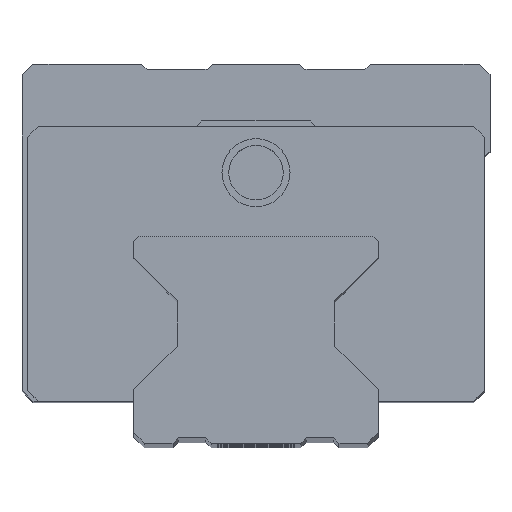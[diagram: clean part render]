
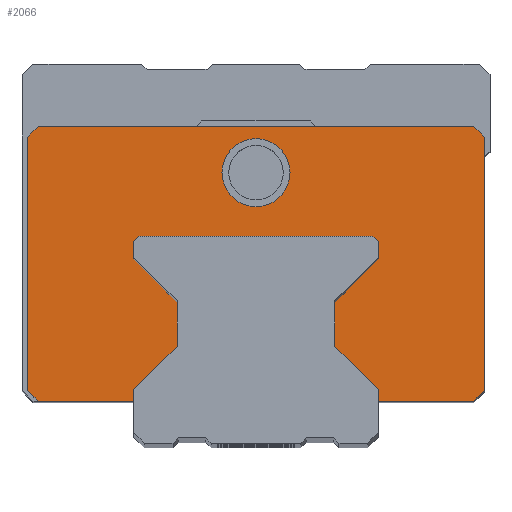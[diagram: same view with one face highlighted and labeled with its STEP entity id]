
A CAD part, top view. The second image highlights one B-rep face of the part: STEP entity #2066.
In plain terms, the highlighted planar face has unit normal (0, 0, 1).
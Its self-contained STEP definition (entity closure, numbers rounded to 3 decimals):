
#305=DIRECTION('',(1.,0.,0.));
#306=VECTOR('',#305,80.);
#307=CARTESIAN_POINT('',(-40.,58.5,93.5));
#308=LINE('',#307,#306);
#309=DIRECTION('',(0.707,-0.707,0.));
#310=VECTOR('',#309,2.828);
#311=CARTESIAN_POINT('',(40.,58.5,93.5));
#312=LINE('',#311,#310);
#313=DIRECTION('',(0.,-1.,0.));
#314=VECTOR('',#313,46.5);
#315=CARTESIAN_POINT('',(42.,56.5,93.5));
#316=LINE('',#315,#314);
#317=DIRECTION('',(-0.707,-0.707,0.));
#318=VECTOR('',#317,2.828);
#319=CARTESIAN_POINT('',(42.,10.,93.5));
#320=LINE('',#319,#318);
#321=DIRECTION('',(-1.,0.,0.));
#322=VECTOR('',#321,17.5);
#323=CARTESIAN_POINT('',(40.,8.,93.5));
#324=LINE('',#323,#322);
#325=DIRECTION('',(0.,1.,0.));
#326=VECTOR('',#325,1.796);
#327=CARTESIAN_POINT('',(22.5,8.,93.5));
#328=LINE('',#327,#326);
#329=DIRECTION('',(-0.707,0.707,0.));
#330=VECTOR('',#329,11.314);
#331=CARTESIAN_POINT('',(22.5,9.796,93.5));
#332=LINE('',#331,#330);
#333=DIRECTION('',(0.,1.,0.));
#334=VECTOR('',#333,8.407);
#335=CARTESIAN_POINT('',(14.5,17.796,93.5));
#336=LINE('',#335,#334);
#337=DIRECTION('',(0.707,0.707,0.));
#338=VECTOR('',#337,11.314);
#339=CARTESIAN_POINT('',(14.5,26.204,93.5));
#340=LINE('',#339,#338);
#341=DIRECTION('',(0.,1.,0.));
#342=VECTOR('',#341,2.796);
#343=CARTESIAN_POINT('',(22.5,34.204,93.5));
#344=LINE('',#343,#342);
#345=DIRECTION('',(-0.707,0.707,0.));
#346=VECTOR('',#345,1.414);
#347=CARTESIAN_POINT('',(22.5,37.,93.5));
#348=LINE('',#347,#346);
#349=DIRECTION('',(-1.,0.,0.));
#350=VECTOR('',#349,43.);
#351=CARTESIAN_POINT('',(21.5,38.,93.5));
#352=LINE('',#351,#350);
#353=DIRECTION('',(-0.707,-0.707,0.));
#354=VECTOR('',#353,1.414);
#355=CARTESIAN_POINT('',(-21.5,38.,93.5));
#356=LINE('',#355,#354);
#357=DIRECTION('',(0.,-1.,0.));
#358=VECTOR('',#357,2.796);
#359=CARTESIAN_POINT('',(-22.5,37.,93.5));
#360=LINE('',#359,#358);
#361=DIRECTION('',(0.707,-0.707,0.));
#362=VECTOR('',#361,11.314);
#363=CARTESIAN_POINT('',(-22.5,34.204,93.5));
#364=LINE('',#363,#362);
#365=DIRECTION('',(0.,-1.,0.));
#366=VECTOR('',#365,8.407);
#367=CARTESIAN_POINT('',(-14.5,26.204,93.5));
#368=LINE('',#367,#366);
#369=DIRECTION('',(-0.707,-0.707,0.));
#370=VECTOR('',#369,11.314);
#371=CARTESIAN_POINT('',(-14.5,17.796,93.5));
#372=LINE('',#371,#370);
#373=DIRECTION('',(0.,-1.,0.));
#374=VECTOR('',#373,1.796);
#375=CARTESIAN_POINT('',(-22.5,9.796,93.5));
#376=LINE('',#375,#374);
#377=DIRECTION('',(-1.,0.,0.));
#378=VECTOR('',#377,17.5);
#379=CARTESIAN_POINT('',(-22.5,8.,93.5));
#380=LINE('',#379,#378);
#381=DIRECTION('',(-0.707,0.707,0.));
#382=VECTOR('',#381,2.828);
#383=CARTESIAN_POINT('',(-40.,8.,93.5));
#384=LINE('',#383,#382);
#385=DIRECTION('',(0.,1.,0.));
#386=VECTOR('',#385,46.5);
#387=CARTESIAN_POINT('',(-42.,10.,93.5));
#388=LINE('',#387,#386);
#389=DIRECTION('',(0.707,0.707,0.));
#390=VECTOR('',#389,2.828);
#391=CARTESIAN_POINT('',(-42.,56.5,93.5));
#392=LINE('',#391,#390);
#393=CARTESIAN_POINT('',(0.,50.,93.5));
#394=DIRECTION('',(0.,0.,1.));
#395=DIRECTION('',(1.,0.,0.));
#396=AXIS2_PLACEMENT_3D('',#393,#394,#395);
#398=CARTESIAN_POINT('',(0.,50.,93.5));
#399=DIRECTION('',(0.,0.,1.));
#400=DIRECTION('',(-1.,0.,0.));
#401=AXIS2_PLACEMENT_3D('',#398,#399,#400);
#1289=CARTESIAN_POINT('',(42.,10.,93.5));
#1291=VERTEX_POINT('',#1289);
#1293=CARTESIAN_POINT('',(42.,56.5,93.5));
#1294=VERTEX_POINT('',#1293);
#1301=CARTESIAN_POINT('',(40.,8.,93.5));
#1303=VERTEX_POINT('',#1301);
#1305=CARTESIAN_POINT('',(22.5,8.,93.5));
#1307=VERTEX_POINT('',#1305);
#1309=CARTESIAN_POINT('',(22.5,9.796,93.5));
#1311=VERTEX_POINT('',#1309);
#1313=CARTESIAN_POINT('',(14.5,17.796,93.5));
#1315=VERTEX_POINT('',#1313);
#1317=CARTESIAN_POINT('',(14.5,26.204,93.5));
#1319=VERTEX_POINT('',#1317);
#1321=CARTESIAN_POINT('',(22.5,34.204,93.5));
#1323=VERTEX_POINT('',#1321);
#1325=CARTESIAN_POINT('',(22.5,37.,93.5));
#1327=VERTEX_POINT('',#1325);
#1329=CARTESIAN_POINT('',(21.5,38.,93.5));
#1331=VERTEX_POINT('',#1329);
#1333=CARTESIAN_POINT('',(-21.5,38.,93.5));
#1335=VERTEX_POINT('',#1333);
#1337=CARTESIAN_POINT('',(-22.5,37.,93.5));
#1339=VERTEX_POINT('',#1337);
#1341=CARTESIAN_POINT('',(-22.5,34.204,93.5));
#1343=VERTEX_POINT('',#1341);
#1345=CARTESIAN_POINT('',(-14.5,26.204,93.5));
#1347=VERTEX_POINT('',#1345);
#1349=CARTESIAN_POINT('',(-14.5,17.796,93.5));
#1351=VERTEX_POINT('',#1349);
#1353=CARTESIAN_POINT('',(-22.5,9.796,93.5));
#1355=VERTEX_POINT('',#1353);
#1357=CARTESIAN_POINT('',(-22.5,8.,93.5));
#1359=VERTEX_POINT('',#1357);
#1365=CARTESIAN_POINT('',(-40.,8.,93.5));
#1366=VERTEX_POINT('',#1365);
#1415=CARTESIAN_POINT('',(40.,58.5,93.5));
#1416=VERTEX_POINT('',#1415);
#1417=CARTESIAN_POINT('',(-40.,58.5,93.5));
#1418=VERTEX_POINT('',#1417);
#1429=CARTESIAN_POINT('',(-42.,10.,93.5));
#1430=VERTEX_POINT('',#1429);
#1431=CARTESIAN_POINT('',(-42.,56.5,93.5));
#1432=VERTEX_POINT('',#1431);
#1433=CARTESIAN_POINT('',(6.25,50.,93.5));
#1434=CARTESIAN_POINT('',(-6.25,50.,93.5));
#1435=VERTEX_POINT('',#1433);
#1436=VERTEX_POINT('',#1434);
#2027=CARTESIAN_POINT('',(0.,0.,93.5));
#2028=DIRECTION('',(0.,0.,1.));
#2029=DIRECTION('',(1.,0.,0.));
#2030=AXIS2_PLACEMENT_3D('',#2027,#2028,#2029);
#2031=PLANE('',#2030);
#2033=ORIENTED_EDGE('',*,*,#2032,.T.);
#2034=ORIENTED_EDGE('',*,*,#2020,.T.);
#2035=ORIENTED_EDGE('',*,*,#1680,.T.);
#2036=ORIENTED_EDGE('',*,*,#1715,.T.);
#2037=ORIENTED_EDGE('',*,*,#1730,.T.);
#2038=ORIENTED_EDGE('',*,*,#1745,.T.);
#2039=ORIENTED_EDGE('',*,*,#1760,.T.);
#2040=ORIENTED_EDGE('',*,*,#1775,.T.);
#2041=ORIENTED_EDGE('',*,*,#1790,.T.);
#2042=ORIENTED_EDGE('',*,*,#1805,.T.);
#2043=ORIENTED_EDGE('',*,*,#1820,.T.);
#2044=ORIENTED_EDGE('',*,*,#1835,.T.);
#2045=ORIENTED_EDGE('',*,*,#1850,.T.);
#2046=ORIENTED_EDGE('',*,*,#1865,.T.);
#2047=ORIENTED_EDGE('',*,*,#1880,.T.);
#2048=ORIENTED_EDGE('',*,*,#1895,.T.);
#2049=ORIENTED_EDGE('',*,*,#1910,.T.);
#2050=ORIENTED_EDGE('',*,*,#1925,.T.);
#2051=ORIENTED_EDGE('',*,*,#1942,.T.);
#2053=ORIENTED_EDGE('',*,*,#2052,.T.);
#2055=ORIENTED_EDGE('',*,*,#2054,.T.);
#2057=ORIENTED_EDGE('',*,*,#2056,.T.);
#2058=EDGE_LOOP('',(#2033,#2034,#2035,#2036,#2037,#2038,#2039,#2040,#2041,#2042,
#2043,#2044,#2045,#2046,#2047,#2048,#2049,#2050,#2051,#2053,#2055,#2057));
#2059=FACE_OUTER_BOUND('',#2058,.F.);
#2061=ORIENTED_EDGE('',*,*,#2060,.T.);
#2063=ORIENTED_EDGE('',*,*,#2062,.T.);
#2064=EDGE_LOOP('',(#2061,#2063));
#2065=FACE_BOUND('',#2064,.F.);
#2066=ADVANCED_FACE('',(#2059,#2065),#2031,.T.);
#397=CIRCLE('',#396,6.25);
#402=CIRCLE('',#401,6.25);
#1680=EDGE_CURVE('',#1294,#1291,#316,.T.);
#1715=EDGE_CURVE('',#1291,#1303,#320,.T.);
#1730=EDGE_CURVE('',#1303,#1307,#324,.T.);
#1745=EDGE_CURVE('',#1307,#1311,#328,.T.);
#1760=EDGE_CURVE('',#1311,#1315,#332,.T.);
#1775=EDGE_CURVE('',#1315,#1319,#336,.T.);
#1790=EDGE_CURVE('',#1319,#1323,#340,.T.);
#1805=EDGE_CURVE('',#1323,#1327,#344,.T.);
#1820=EDGE_CURVE('',#1327,#1331,#348,.T.);
#1835=EDGE_CURVE('',#1331,#1335,#352,.T.);
#1850=EDGE_CURVE('',#1335,#1339,#356,.T.);
#1865=EDGE_CURVE('',#1339,#1343,#360,.T.);
#1880=EDGE_CURVE('',#1343,#1347,#364,.T.);
#1895=EDGE_CURVE('',#1347,#1351,#368,.T.);
#1910=EDGE_CURVE('',#1351,#1355,#372,.T.);
#1925=EDGE_CURVE('',#1355,#1359,#376,.T.);
#1942=EDGE_CURVE('',#1359,#1366,#380,.T.);
#2020=EDGE_CURVE('',#1416,#1294,#312,.T.);
#2032=EDGE_CURVE('',#1418,#1416,#308,.T.);
#2052=EDGE_CURVE('',#1366,#1430,#384,.T.);
#2054=EDGE_CURVE('',#1430,#1432,#388,.T.);
#2056=EDGE_CURVE('',#1432,#1418,#392,.T.);
#2060=EDGE_CURVE('',#1435,#1436,#397,.T.);
#2062=EDGE_CURVE('',#1436,#1435,#402,.T.);
